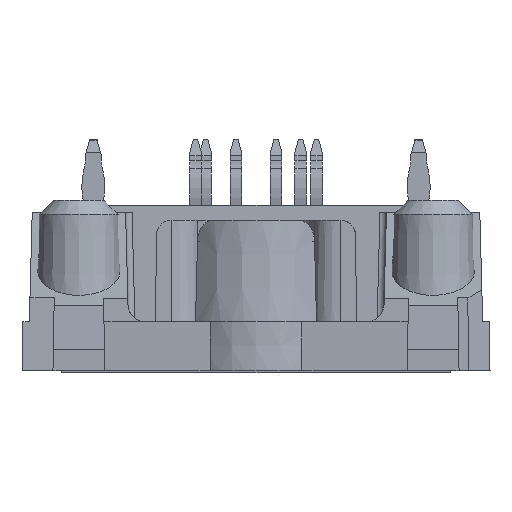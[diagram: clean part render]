
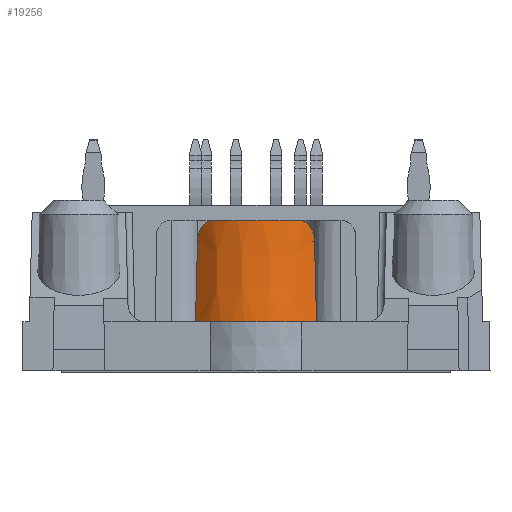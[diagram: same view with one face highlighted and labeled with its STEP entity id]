
A CAD part, left-side view. The second image highlights one B-rep face of the part: STEP entity #19256.
In plain terms, the highlighted conical face has half-angle 1 degrees and reference radius 5.5 mm.
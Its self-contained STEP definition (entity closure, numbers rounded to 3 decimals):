
#33=B_SPLINE_CURVE_WITH_KNOTS('',3,(#26466,#26467,#26468,#26469,#26470),
 .UNSPECIFIED.,.F.,.F.,(4,1,4),(0.,0.001,0.002),
 .UNSPECIFIED.);
#35=B_SPLINE_CURVE_WITH_KNOTS('',3,(#26492,#26493,#26494,#26495),
 .UNSPECIFIED.,.F.,.F.,(4,4),(0.,0.006),.UNSPECIFIED.);
#36=B_SPLINE_CURVE_WITH_KNOTS('',3,(#26501,#26502,#26503,#26504),
 .UNSPECIFIED.,.F.,.F.,(4,4),(0.,0.006),.UNSPECIFIED.);
#37=B_SPLINE_CURVE_WITH_KNOTS('',3,(#26507,#26508,#26509,#26510,#26511),
 .UNSPECIFIED.,.F.,.F.,(4,1,4),(0.,0.001,0.002),
 .UNSPECIFIED.);
#55=CONICAL_SURFACE('',#20180,5.5,0.017);
#158=CIRCLE('',#20174,5.5);
#159=CIRCLE('',#20181,5.5);
#160=CIRCLE('',#20182,5.5);
#161=CIRCLE('',#20183,5.377);
#1673=ORIENTED_EDGE('',*,*,#5577,.T.);
#1674=ORIENTED_EDGE('',*,*,#5578,.F.);
#1675=ORIENTED_EDGE('',*,*,#5564,.F.);
#1676=ORIENTED_EDGE('',*,*,#5579,.F.);
#1677=ORIENTED_EDGE('',*,*,#5580,.F.);
#1678=ORIENTED_EDGE('',*,*,#5568,.F.);
#1679=ORIENTED_EDGE('',*,*,#5581,.T.);
#1680=ORIENTED_EDGE('',*,*,#5582,.F.);
#5564=EDGE_CURVE('',#7548,#7549,#158,.T.);
#5568=EDGE_CURVE('',#7551,#7552,#33,.T.);
#5577=EDGE_CURVE('',#7558,#7559,#35,.T.);
#5578=EDGE_CURVE('',#7549,#7559,#159,.T.);
#5579=EDGE_CURVE('',#7560,#7548,#160,.T.);
#5580=EDGE_CURVE('',#7552,#7560,#36,.T.);
#5581=EDGE_CURVE('',#7551,#7561,#161,.F.);
#5582=EDGE_CURVE('',#7558,#7561,#37,.T.);
#7548=VERTEX_POINT('',#26458);
#7549=VERTEX_POINT('',#26459);
#7551=VERTEX_POINT('',#26465);
#7552=VERTEX_POINT('',#26471);
#7558=VERTEX_POINT('',#26496);
#7559=VERTEX_POINT('',#26497);
#7560=VERTEX_POINT('',#26500);
#7561=VERTEX_POINT('',#26506);
#11677=EDGE_LOOP('',(#1673,#1674,#1675,#1676,#1677,#1678,#1679,#1680));
#12539=FACE_BOUND('',#11677,.T.);
#19256=ADVANCED_FACE('',(#12539),#55,.T.);
#20174=AXIS2_PLACEMENT_3D('',#26457,#22092,#22093);
#20180=AXIS2_PLACEMENT_3D('',#26491,#22112,#22113);
#20181=AXIS2_PLACEMENT_3D('',#26498,#22114,#22115);
#20182=AXIS2_PLACEMENT_3D('',#26499,#22116,#22117);
#20183=AXIS2_PLACEMENT_3D('',#26505,#22118,#22119);
#22092=DIRECTION('',(0.,0.,-1.));
#22093=DIRECTION('',(-1.,0.,0.));
#22112=DIRECTION('',(0.,0.,-1.));
#22113=DIRECTION('',(-1.,0.,0.));
#22114=DIRECTION('',(0.,0.,-1.));
#22115=DIRECTION('',(-1.,0.,0.));
#22116=DIRECTION('',(0.,0.,-1.));
#22117=DIRECTION('',(-1.,0.,0.));
#22118=DIRECTION('',(0.,0.,1.));
#22119=DIRECTION('',(1.,0.,0.));
#26457=CARTESIAN_POINT('',(-27.5,0.,3.4));
#26458=CARTESIAN_POINT('',(-32.,-3.162,3.4));
#26459=CARTESIAN_POINT('',(-32.,3.162,3.4));
#26465=CARTESIAN_POINT('',(-32.034,-2.89,10.45));
#26466=CARTESIAN_POINT('',(-32.034,-2.89,10.45));
#26467=CARTESIAN_POINT('',(-31.821,-3.224,10.45));
#26468=CARTESIAN_POINT('',(-31.319,-3.827,10.146));
#26469=CARTESIAN_POINT('',(-31.061,-4.054,9.372));
#26470=CARTESIAN_POINT('',(-31.061,-4.063,8.976));
#26471=CARTESIAN_POINT('',(-31.061,-4.063,8.976));
#26491=CARTESIAN_POINT('',(-27.5,0.,3.4));
#26492=CARTESIAN_POINT('',(-31.061,4.063,8.976));
#26493=CARTESIAN_POINT('',(-31.057,4.11,7.117));
#26494=CARTESIAN_POINT('',(-31.053,4.156,5.259));
#26495=CARTESIAN_POINT('',(-31.049,4.201,3.4));
#26496=CARTESIAN_POINT('',(-31.061,4.063,8.976));
#26497=CARTESIAN_POINT('',(-31.049,4.201,3.4));
#26498=CARTESIAN_POINT('',(-27.5,0.,3.4));
#26499=CARTESIAN_POINT('',(-27.5,0.,3.4));
#26500=CARTESIAN_POINT('',(-31.049,-4.201,3.4));
#26501=CARTESIAN_POINT('',(-31.061,-4.063,8.976));
#26502=CARTESIAN_POINT('',(-31.057,-4.11,7.117));
#26503=CARTESIAN_POINT('',(-31.053,-4.156,5.259));
#26504=CARTESIAN_POINT('',(-31.049,-4.201,3.4));
#26505=CARTESIAN_POINT('',(-27.5,0.,10.45));
#26506=CARTESIAN_POINT('',(-32.034,2.89,10.45));
#26507=CARTESIAN_POINT('',(-31.061,4.063,8.976));
#26508=CARTESIAN_POINT('',(-31.061,4.054,9.372));
#26509=CARTESIAN_POINT('',(-31.318,3.829,10.144));
#26510=CARTESIAN_POINT('',(-31.821,3.224,10.45));
#26511=CARTESIAN_POINT('',(-32.034,2.89,10.45));
